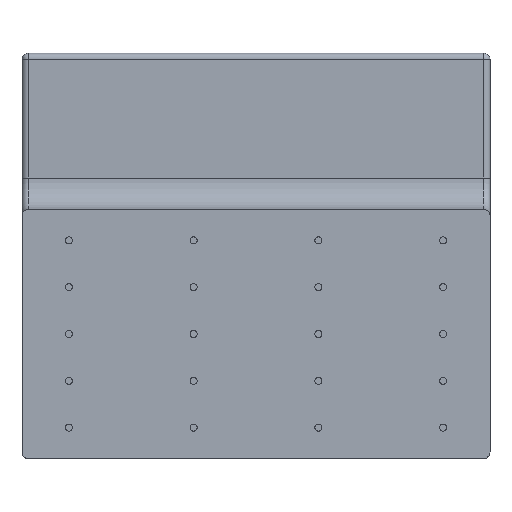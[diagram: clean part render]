
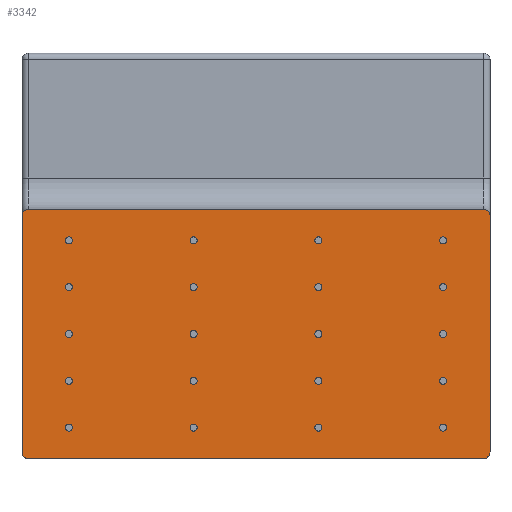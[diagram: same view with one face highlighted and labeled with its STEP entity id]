
A CAD part, front view. The second image highlights one B-rep face of the part: STEP entity #3342.
In plain terms, the highlighted planar face has unit normal (0, -1, 0).
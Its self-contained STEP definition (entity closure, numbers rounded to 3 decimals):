
#27=ELLIPSE('',#3678,2.207,2.);
#28=ELLIPSE('',#3682,2.207,2.);
#59=FACE_BOUND('',#545,.T.);
#60=FACE_BOUND('',#546,.T.);
#61=FACE_BOUND('',#547,.T.);
#62=FACE_BOUND('',#548,.T.);
#63=FACE_BOUND('',#549,.T.);
#64=FACE_BOUND('',#550,.T.);
#65=FACE_BOUND('',#551,.T.);
#66=FACE_BOUND('',#552,.T.);
#67=FACE_BOUND('',#553,.T.);
#68=FACE_BOUND('',#554,.T.);
#69=FACE_BOUND('',#555,.T.);
#70=FACE_BOUND('',#556,.T.);
#71=FACE_BOUND('',#557,.T.);
#72=FACE_BOUND('',#558,.T.);
#73=FACE_BOUND('',#559,.T.);
#74=FACE_BOUND('',#560,.T.);
#75=FACE_BOUND('',#561,.T.);
#76=FACE_BOUND('',#562,.T.);
#77=FACE_BOUND('',#563,.T.);
#78=FACE_BOUND('',#564,.T.);
#123=PLANE('',#3689);
#308=FACE_OUTER_BOUND('',#544,.T.);
#544=EDGE_LOOP('',(#2543,#2544,#2545,#2546,#2547,#2548,#2549,#2550));
#545=EDGE_LOOP('',(#2551));
#546=EDGE_LOOP('',(#2552));
#547=EDGE_LOOP('',(#2553));
#548=EDGE_LOOP('',(#2554));
#549=EDGE_LOOP('',(#2555));
#550=EDGE_LOOP('',(#2556));
#551=EDGE_LOOP('',(#2557));
#552=EDGE_LOOP('',(#2558));
#553=EDGE_LOOP('',(#2559));
#554=EDGE_LOOP('',(#2560));
#555=EDGE_LOOP('',(#2561));
#556=EDGE_LOOP('',(#2562));
#557=EDGE_LOOP('',(#2563));
#558=EDGE_LOOP('',(#2564));
#559=EDGE_LOOP('',(#2565));
#560=EDGE_LOOP('',(#2566));
#561=EDGE_LOOP('',(#2567));
#562=EDGE_LOOP('',(#2568));
#563=EDGE_LOOP('',(#2569));
#564=EDGE_LOOP('',(#2570));
#759=LINE('',#5267,#1067);
#773=LINE('',#5320,#1081);
#774=LINE('',#5323,#1082);
#775=LINE('',#5326,#1083);
#1067=VECTOR('',#4270,10.);
#1081=VECTOR('',#4336,10.);
#1082=VECTOR('',#4339,10.);
#1083=VECTOR('',#4342,10.);
#1337=CIRCLE('',#3550,1.15);
#1339=CIRCLE('',#3554,1.15);
#1341=CIRCLE('',#3558,1.15);
#1343=CIRCLE('',#3562,1.15);
#1345=CIRCLE('',#3566,1.15);
#1347=CIRCLE('',#3570,1.15);
#1349=CIRCLE('',#3574,1.15);
#1351=CIRCLE('',#3578,1.15);
#1353=CIRCLE('',#3582,1.15);
#1355=CIRCLE('',#3586,1.15);
#1357=CIRCLE('',#3590,1.15);
#1359=CIRCLE('',#3594,1.15);
#1361=CIRCLE('',#3598,1.15);
#1363=CIRCLE('',#3602,1.15);
#1365=CIRCLE('',#3606,1.15);
#1367=CIRCLE('',#3610,1.15);
#1369=CIRCLE('',#3614,1.15);
#1371=CIRCLE('',#3618,1.15);
#1373=CIRCLE('',#3622,1.15);
#1375=CIRCLE('',#3626,1.15);
#1393=CIRCLE('',#3668,2.);
#1403=CIRCLE('',#3690,2.);
#1489=VERTEX_POINT('',#5031);
#1491=VERTEX_POINT('',#5038);
#1493=VERTEX_POINT('',#5045);
#1495=VERTEX_POINT('',#5052);
#1497=VERTEX_POINT('',#5059);
#1499=VERTEX_POINT('',#5066);
#1501=VERTEX_POINT('',#5073);
#1503=VERTEX_POINT('',#5080);
#1505=VERTEX_POINT('',#5087);
#1507=VERTEX_POINT('',#5094);
#1509=VERTEX_POINT('',#5101);
#1511=VERTEX_POINT('',#5108);
#1513=VERTEX_POINT('',#5115);
#1515=VERTEX_POINT('',#5122);
#1517=VERTEX_POINT('',#5129);
#1519=VERTEX_POINT('',#5136);
#1521=VERTEX_POINT('',#5143);
#1523=VERTEX_POINT('',#5150);
#1525=VERTEX_POINT('',#5157);
#1527=VERTEX_POINT('',#5164);
#1558=VERTEX_POINT('',#5264);
#1559=VERTEX_POINT('',#5266);
#1562=VERTEX_POINT('',#5279);
#1566=VERTEX_POINT('',#5295);
#1569=VERTEX_POINT('',#5305);
#1570=VERTEX_POINT('',#5306);
#1573=VERTEX_POINT('',#5322);
#1574=VERTEX_POINT('',#5324);
#1803=EDGE_CURVE('',#1489,#1489,#1337,.T.);
#1806=EDGE_CURVE('',#1491,#1491,#1339,.T.);
#1809=EDGE_CURVE('',#1493,#1493,#1341,.T.);
#1812=EDGE_CURVE('',#1495,#1495,#1343,.T.);
#1815=EDGE_CURVE('',#1497,#1497,#1345,.T.);
#1818=EDGE_CURVE('',#1499,#1499,#1347,.T.);
#1821=EDGE_CURVE('',#1501,#1501,#1349,.T.);
#1824=EDGE_CURVE('',#1503,#1503,#1351,.T.);
#1827=EDGE_CURVE('',#1505,#1505,#1353,.T.);
#1830=EDGE_CURVE('',#1507,#1507,#1355,.T.);
#1833=EDGE_CURVE('',#1509,#1509,#1357,.T.);
#1836=EDGE_CURVE('',#1511,#1511,#1359,.T.);
#1839=EDGE_CURVE('',#1513,#1513,#1361,.T.);
#1842=EDGE_CURVE('',#1515,#1515,#1363,.T.);
#1845=EDGE_CURVE('',#1517,#1517,#1365,.T.);
#1848=EDGE_CURVE('',#1519,#1519,#1367,.T.);
#1851=EDGE_CURVE('',#1521,#1521,#1369,.T.);
#1854=EDGE_CURVE('',#1523,#1523,#1371,.T.);
#1857=EDGE_CURVE('',#1525,#1525,#1373,.T.);
#1860=EDGE_CURVE('',#1527,#1527,#1375,.T.);
#1910=EDGE_CURVE('',#1558,#1559,#759,.T.);
#1916=EDGE_CURVE('',#1559,#1562,#1393,.T.);
#1924=EDGE_CURVE('',#1566,#1558,#27,.T.);
#1929=EDGE_CURVE('',#1569,#1570,#28,.T.);
#1937=EDGE_CURVE('',#1566,#1570,#773,.T.);
#1938=EDGE_CURVE('',#1573,#1569,#774,.T.);
#1939=EDGE_CURVE('',#1574,#1573,#1403,.T.);
#1940=EDGE_CURVE('',#1562,#1574,#775,.T.);
#2543=ORIENTED_EDGE('',*,*,#1916,.F.);
#2544=ORIENTED_EDGE('',*,*,#1910,.F.);
#2545=ORIENTED_EDGE('',*,*,#1924,.F.);
#2546=ORIENTED_EDGE('',*,*,#1937,.T.);
#2547=ORIENTED_EDGE('',*,*,#1929,.F.);
#2548=ORIENTED_EDGE('',*,*,#1938,.F.);
#2549=ORIENTED_EDGE('',*,*,#1939,.F.);
#2550=ORIENTED_EDGE('',*,*,#1940,.F.);
#2551=ORIENTED_EDGE('',*,*,#1803,.T.);
#2552=ORIENTED_EDGE('',*,*,#1806,.T.);
#2553=ORIENTED_EDGE('',*,*,#1809,.T.);
#2554=ORIENTED_EDGE('',*,*,#1812,.T.);
#2555=ORIENTED_EDGE('',*,*,#1815,.T.);
#2556=ORIENTED_EDGE('',*,*,#1818,.T.);
#2557=ORIENTED_EDGE('',*,*,#1821,.T.);
#2558=ORIENTED_EDGE('',*,*,#1824,.T.);
#2559=ORIENTED_EDGE('',*,*,#1827,.T.);
#2560=ORIENTED_EDGE('',*,*,#1830,.T.);
#2561=ORIENTED_EDGE('',*,*,#1833,.T.);
#2562=ORIENTED_EDGE('',*,*,#1836,.T.);
#2563=ORIENTED_EDGE('',*,*,#1839,.T.);
#2564=ORIENTED_EDGE('',*,*,#1842,.T.);
#2565=ORIENTED_EDGE('',*,*,#1845,.T.);
#2566=ORIENTED_EDGE('',*,*,#1848,.T.);
#2567=ORIENTED_EDGE('',*,*,#1851,.T.);
#2568=ORIENTED_EDGE('',*,*,#1854,.T.);
#2569=ORIENTED_EDGE('',*,*,#1857,.T.);
#2570=ORIENTED_EDGE('',*,*,#1860,.T.);
#3342=ADVANCED_FACE('',(#308,#59,#60,#61,#62,#63,#64,#65,#66,#67,#68,#69,
#70,#71,#72,#73,#74,#75,#76,#77,#78),#123,.T.);
#3550=AXIS2_PLACEMENT_3D('',#5032,#3992,#3993);
#3554=AXIS2_PLACEMENT_3D('',#5039,#4001,#4002);
#3558=AXIS2_PLACEMENT_3D('',#5046,#4010,#4011);
#3562=AXIS2_PLACEMENT_3D('',#5053,#4019,#4020);
#3566=AXIS2_PLACEMENT_3D('',#5060,#4028,#4029);
#3570=AXIS2_PLACEMENT_3D('',#5067,#4037,#4038);
#3574=AXIS2_PLACEMENT_3D('',#5074,#4046,#4047);
#3578=AXIS2_PLACEMENT_3D('',#5081,#4055,#4056);
#3582=AXIS2_PLACEMENT_3D('',#5088,#4064,#4065);
#3586=AXIS2_PLACEMENT_3D('',#5095,#4073,#4074);
#3590=AXIS2_PLACEMENT_3D('',#5102,#4082,#4083);
#3594=AXIS2_PLACEMENT_3D('',#5109,#4091,#4092);
#3598=AXIS2_PLACEMENT_3D('',#5116,#4100,#4101);
#3602=AXIS2_PLACEMENT_3D('',#5123,#4109,#4110);
#3606=AXIS2_PLACEMENT_3D('',#5130,#4118,#4119);
#3610=AXIS2_PLACEMENT_3D('',#5137,#4127,#4128);
#3614=AXIS2_PLACEMENT_3D('',#5144,#4136,#4137);
#3618=AXIS2_PLACEMENT_3D('',#5151,#4145,#4146);
#3622=AXIS2_PLACEMENT_3D('',#5158,#4154,#4155);
#3626=AXIS2_PLACEMENT_3D('',#5165,#4163,#4164);
#3668=AXIS2_PLACEMENT_3D('',#5280,#4285,#4286);
#3678=AXIS2_PLACEMENT_3D('',#5296,#4307,#4308);
#3682=AXIS2_PLACEMENT_3D('',#5307,#4318,#4319);
#3689=AXIS2_PLACEMENT_3D('',#5321,#4337,#4338);
#3690=AXIS2_PLACEMENT_3D('',#5325,#4340,#4341);
#3992=DIRECTION('center_axis',(0.,1.,0.));
#3993=DIRECTION('ref_axis',(1.,0.,0.));
#4001=DIRECTION('center_axis',(0.,1.,0.));
#4002=DIRECTION('ref_axis',(1.,0.,0.));
#4010=DIRECTION('center_axis',(0.,1.,0.));
#4011=DIRECTION('ref_axis',(1.,0.,0.));
#4019=DIRECTION('center_axis',(0.,1.,0.));
#4020=DIRECTION('ref_axis',(1.,0.,0.));
#4028=DIRECTION('center_axis',(0.,1.,0.));
#4029=DIRECTION('ref_axis',(1.,0.,0.));
#4037=DIRECTION('center_axis',(0.,1.,0.));
#4038=DIRECTION('ref_axis',(1.,0.,0.));
#4046=DIRECTION('center_axis',(0.,1.,0.));
#4047=DIRECTION('ref_axis',(1.,0.,0.));
#4055=DIRECTION('center_axis',(0.,1.,0.));
#4056=DIRECTION('ref_axis',(1.,0.,0.));
#4064=DIRECTION('center_axis',(0.,1.,0.));
#4065=DIRECTION('ref_axis',(1.,0.,0.));
#4073=DIRECTION('center_axis',(0.,1.,0.));
#4074=DIRECTION('ref_axis',(1.,0.,0.));
#4082=DIRECTION('center_axis',(0.,1.,0.));
#4083=DIRECTION('ref_axis',(1.,0.,0.));
#4091=DIRECTION('center_axis',(0.,1.,0.));
#4092=DIRECTION('ref_axis',(1.,0.,0.));
#4100=DIRECTION('center_axis',(0.,1.,0.));
#4101=DIRECTION('ref_axis',(1.,0.,0.));
#4109=DIRECTION('center_axis',(0.,1.,0.));
#4110=DIRECTION('ref_axis',(1.,0.,0.));
#4118=DIRECTION('center_axis',(0.,1.,0.));
#4119=DIRECTION('ref_axis',(1.,0.,0.));
#4127=DIRECTION('center_axis',(0.,1.,0.));
#4128=DIRECTION('ref_axis',(1.,0.,0.));
#4136=DIRECTION('center_axis',(0.,1.,0.));
#4137=DIRECTION('ref_axis',(1.,0.,0.));
#4145=DIRECTION('center_axis',(0.,1.,0.));
#4146=DIRECTION('ref_axis',(1.,0.,0.));
#4154=DIRECTION('center_axis',(0.,1.,0.));
#4155=DIRECTION('ref_axis',(1.,0.,0.));
#4163=DIRECTION('center_axis',(0.,1.,0.));
#4164=DIRECTION('ref_axis',(1.,0.,0.));
#4270=DIRECTION('',(0.,0.,1.));
#4285=DIRECTION('center_axis',(0.,1.,0.));
#4286=DIRECTION('ref_axis',(-0.707,0.,0.707));
#4307=DIRECTION('center_axis',(0.,1.,0.));
#4308=DIRECTION('ref_axis',(0.,0.,-1.));
#4318=DIRECTION('center_axis',(0.,1.,0.));
#4319=DIRECTION('ref_axis',(0.,0.,-1.));
#4336=DIRECTION('',(1.,0.,0.));
#4337=DIRECTION('center_axis',(0.,-1.,0.));
#4338=DIRECTION('ref_axis',(0.,0.,-1.));
#4339=DIRECTION('',(0.,0.,-1.));
#4340=DIRECTION('center_axis',(0.,1.,0.));
#4341=DIRECTION('ref_axis',(0.707,0.,0.707));
#4342=DIRECTION('',(1.,0.,0.));
#5031=CARTESIAN_POINT('',(18.85,-37.5,-47.5));
#5032=CARTESIAN_POINT('Origin',(20.,-37.5,-47.5));
#5038=CARTESIAN_POINT('',(18.85,-37.5,-17.5));
#5039=CARTESIAN_POINT('Origin',(20.,-37.5,-17.5));
#5045=CARTESIAN_POINT('',(18.85,-37.5,12.5));
#5046=CARTESIAN_POINT('Origin',(20.,-37.5,12.5));
#5052=CARTESIAN_POINT('',(-61.15,-37.5,-2.5));
#5053=CARTESIAN_POINT('Origin',(-60.,-37.5,-2.5));
#5059=CARTESIAN_POINT('',(-61.15,-37.5,-32.5));
#5060=CARTESIAN_POINT('Origin',(-60.,-37.5,-32.5));
#5066=CARTESIAN_POINT('',(58.85,-37.5,-2.5));
#5067=CARTESIAN_POINT('Origin',(60.,-37.5,-2.5));
#5073=CARTESIAN_POINT('',(58.85,-37.5,-32.5));
#5074=CARTESIAN_POINT('Origin',(60.,-37.5,-32.5));
#5080=CARTESIAN_POINT('',(-21.15,-37.5,-47.5));
#5081=CARTESIAN_POINT('Origin',(-20.,-37.5,-47.5));
#5087=CARTESIAN_POINT('',(-21.15,-37.5,-17.5));
#5088=CARTESIAN_POINT('Origin',(-20.,-37.5,-17.5));
#5094=CARTESIAN_POINT('',(-61.15,-37.5,-47.5));
#5095=CARTESIAN_POINT('Origin',(-60.,-37.5,-47.5));
#5101=CARTESIAN_POINT('',(-21.15,-37.5,12.5));
#5102=CARTESIAN_POINT('Origin',(-20.,-37.5,12.5));
#5108=CARTESIAN_POINT('',(18.85,-37.5,-2.5));
#5109=CARTESIAN_POINT('Origin',(20.,-37.5,-2.5));
#5115=CARTESIAN_POINT('',(58.85,-37.5,-47.5));
#5116=CARTESIAN_POINT('Origin',(60.,-37.5,-47.5));
#5122=CARTESIAN_POINT('',(58.85,-37.5,-17.5));
#5123=CARTESIAN_POINT('Origin',(60.,-37.5,-17.5));
#5129=CARTESIAN_POINT('',(58.85,-37.5,12.5));
#5130=CARTESIAN_POINT('Origin',(60.,-37.5,12.5));
#5136=CARTESIAN_POINT('',(-61.15,-37.5,-17.5));
#5137=CARTESIAN_POINT('Origin',(-60.,-37.5,-17.5));
#5143=CARTESIAN_POINT('',(-61.15,-37.5,12.5));
#5144=CARTESIAN_POINT('Origin',(-60.,-37.5,12.5));
#5150=CARTESIAN_POINT('',(-21.15,-37.5,-32.5));
#5151=CARTESIAN_POINT('Origin',(-20.,-37.5,-32.5));
#5157=CARTESIAN_POINT('',(-21.15,-37.5,-2.5));
#5158=CARTESIAN_POINT('Origin',(-20.,-37.5,-2.5));
#5164=CARTESIAN_POINT('',(18.85,-37.5,-32.5));
#5165=CARTESIAN_POINT('Origin',(20.,-37.5,-32.5));
#5264=CARTESIAN_POINT('',(-75.,-37.5,-55.293));
#5266=CARTESIAN_POINT('',(-75.,-37.5,20.5));
#5267=CARTESIAN_POINT('',(-75.,-37.5,22.5));
#5279=CARTESIAN_POINT('',(-73.,-37.5,22.5));
#5280=CARTESIAN_POINT('Origin',(-73.,-37.5,20.5));
#5295=CARTESIAN_POINT('',(-73.,-37.5,-57.5));
#5296=CARTESIAN_POINT('Origin',(-73.,-37.5,-55.293));
#5305=CARTESIAN_POINT('',(75.,-37.5,-55.293));
#5306=CARTESIAN_POINT('',(73.,-37.5,-57.5));
#5307=CARTESIAN_POINT('Origin',(73.,-37.5,-55.293));
#5320=CARTESIAN_POINT('',(0.,-37.5,-57.5));
#5321=CARTESIAN_POINT('Origin',(0.,-37.5,22.5));
#5322=CARTESIAN_POINT('',(75.,-37.5,20.5));
#5323=CARTESIAN_POINT('',(75.,-37.5,22.5));
#5324=CARTESIAN_POINT('',(73.,-37.5,22.5));
#5325=CARTESIAN_POINT('Origin',(73.,-37.5,20.5));
#5326=CARTESIAN_POINT('',(0.,-37.5,22.5));
